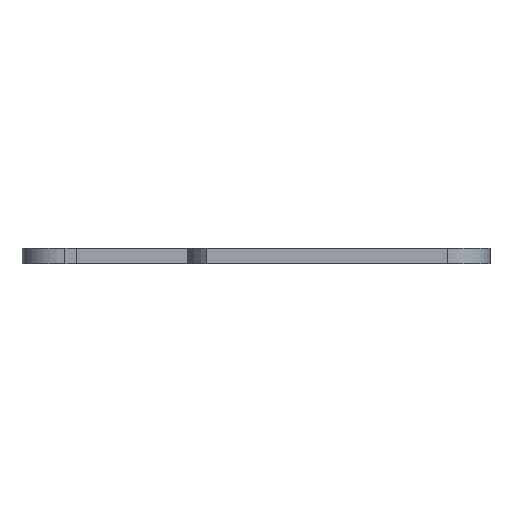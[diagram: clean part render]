
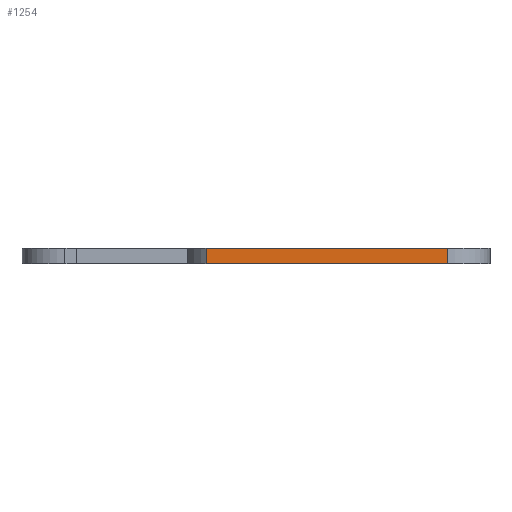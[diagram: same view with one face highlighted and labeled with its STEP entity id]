
A CAD part, front view. The second image highlights one B-rep face of the part: STEP entity #1254.
In plain terms, the highlighted planar face has unit normal (0, -1, 0).
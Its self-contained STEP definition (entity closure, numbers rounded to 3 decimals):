
#290=CARTESIAN_POINT('',(-3.2,0.0,0.5));
#291=VERTEX_POINT('',#290);
#298=CARTESIAN_POINT('',(12.25,0.0,0.5));
#299=VERTEX_POINT('',#298);
#300=CARTESIAN_POINT('',(12.25,0.0,0.5));
#301=DIRECTION('',(-1.0,0.0,0.0));
#302=VECTOR('',#301,15.45);
#303=LINE('',#300,#302);
#304=EDGE_CURVE('',#299,#291,#303,.T.);
#449=CARTESIAN_POINT('',(12.25,0.0,-0.5));
#450=VERTEX_POINT('',#449);
#451=CARTESIAN_POINT('',(12.25,0.0,0.5));
#452=DIRECTION('',(0.0,0.0,-1.0));
#453=VECTOR('',#452,1.0);
#454=LINE('',#451,#453);
#455=EDGE_CURVE('',#299,#450,#454,.T.);
#562=CARTESIAN_POINT('',(-3.2,0.0,-0.5));
#563=VERTEX_POINT('',#562);
#564=CARTESIAN_POINT('',(-3.2,0.0,-0.5));
#565=DIRECTION('',(1.0,0.0,0.0));
#566=VECTOR('',#565,15.45);
#567=LINE('',#564,#566);
#568=EDGE_CURVE('',#563,#450,#567,.T.);
#1152=CARTESIAN_POINT('',(-3.2,0.0,0.5));
#1153=DIRECTION('',(0.0,0.0,-1.0));
#1154=VECTOR('',#1153,1.0);
#1155=LINE('',#1152,#1154);
#1156=EDGE_CURVE('',#291,#563,#1155,.T.);
#1243=CARTESIAN_POINT('',(15.,0.0,0.0));
#1244=DIRECTION('',(0.0,-1.0,0.0));
#1245=DIRECTION('',(0.0,0.0,-1.0));
#1246=AXIS2_PLACEMENT_3D('',#1243,#1244,#1245);
#1247=PLANE('',#1246);
#1248=ORIENTED_EDGE('',*,*,#455,.F.);
#1249=ORIENTED_EDGE('',*,*,#304,.T.);
#1250=ORIENTED_EDGE('',*,*,#1156,.T.);
#1251=ORIENTED_EDGE('',*,*,#568,.T.);
#1252=EDGE_LOOP('',(#1248,#1249,#1250,#1251));
#1253=FACE_OUTER_BOUND('',#1252,.T.);
#1254=ADVANCED_FACE('',(#1253),#1247,.T.);
